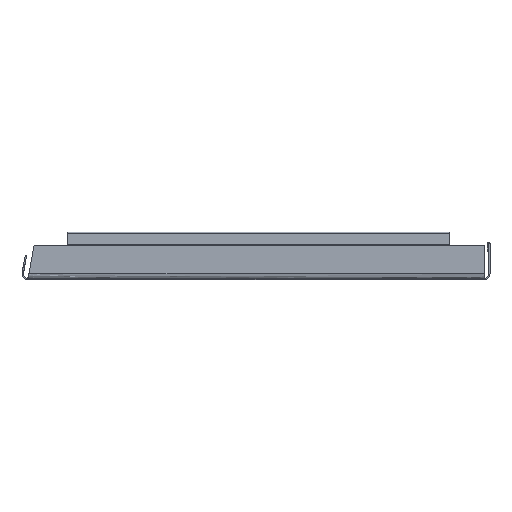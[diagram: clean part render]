
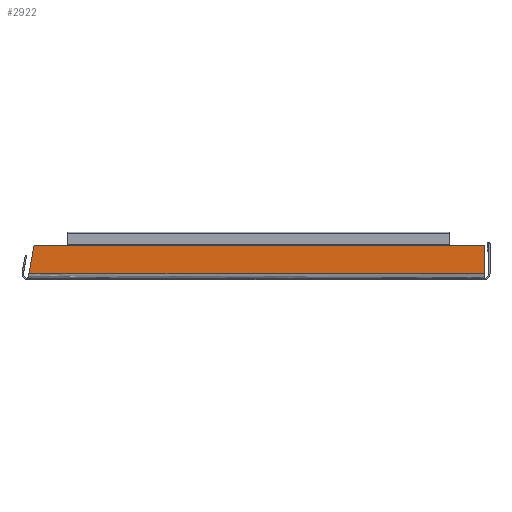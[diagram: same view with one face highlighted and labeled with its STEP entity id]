
A CAD part, front view. The second image highlights one B-rep face of the part: STEP entity #2922.
In plain terms, the highlighted free-form (B-spline) face has degree [1, 1] with [2, 2] control points.
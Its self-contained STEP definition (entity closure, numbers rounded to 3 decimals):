
#2784=CARTESIAN_POINT('',(-513.836,-540.05,260.306));
#2785=VERTEX_POINT('',#2784);
#2851=CARTESIAN_POINT('',(-508.211,-540.05,292.206));
#2852=VERTEX_POINT('',#2851);
#2853=CARTESIAN_POINT('',(-508.211,-540.05,292.206));
#2854=DIRECTION('',(-0.174,0.,-0.985));
#2855=VECTOR('',#2854,32.392);
#2856=LINE('',#2853,#2855);
#2857=EDGE_CURVE('',#2852,#2785,#2856,.T.);
#2874=CARTESIAN_POINT('',(-6.6,-540.05,292.206));
#2875=VERTEX_POINT('',#2874);
#2876=CARTESIAN_POINT('',(-508.211,-540.05,292.206));
#2877=DIRECTION('',(1.0,0.0,0.0));
#2878=VECTOR('',#2877,501.611);
#2879=LINE('',#2876,#2878);
#2880=EDGE_CURVE('',#2852,#2875,#2879,.T.);
#2899=CARTESIAN_POINT('',(-513.836,-540.05,260.306));
#2900=CARTESIAN_POINT('',(-6.6,-540.05,260.306));
#2901=CARTESIAN_POINT('',(-513.836,-540.05,292.206));
#2902=CARTESIAN_POINT('',(-6.6,-540.05,292.206));
#2903=B_SPLINE_SURFACE_WITH_KNOTS('',1,1,((#2899,#2901),(#2900,#2902)),.UNSPECIFIED.,.F.,.F.,.U.,(2,2),(2,2),(0.0,507.236),(0.0,31.9),.UNSPECIFIED.);
#2904=ORIENTED_EDGE('',*,*,#2857,.T.);
#2905=CARTESIAN_POINT('',(-6.6,-540.05,260.306));
#2906=VERTEX_POINT('',#2905);
#2907=CARTESIAN_POINT('',(-513.836,-540.05,260.306));
#2908=DIRECTION('',(1.0,0.0,0.0));
#2909=VECTOR('',#2908,507.236);
#2910=LINE('',#2907,#2909);
#2911=EDGE_CURVE('',#2785,#2906,#2910,.T.);
#2912=ORIENTED_EDGE('',*,*,#2911,.T.);
#2913=CARTESIAN_POINT('',(-6.6,-540.05,260.306));
#2914=DIRECTION('',(0.0,0.0,1.0));
#2915=VECTOR('',#2914,31.9);
#2916=LINE('',#2913,#2915);
#2917=EDGE_CURVE('',#2906,#2875,#2916,.T.);
#2918=ORIENTED_EDGE('',*,*,#2917,.T.);
#2919=ORIENTED_EDGE('',*,*,#2880,.F.);
#2920=EDGE_LOOP('',(#2904,#2912,#2918,#2919));
#2921=FACE_OUTER_BOUND('',#2920,.T.);
#2922=ADVANCED_FACE('',(#2921),#2903,.T.);
